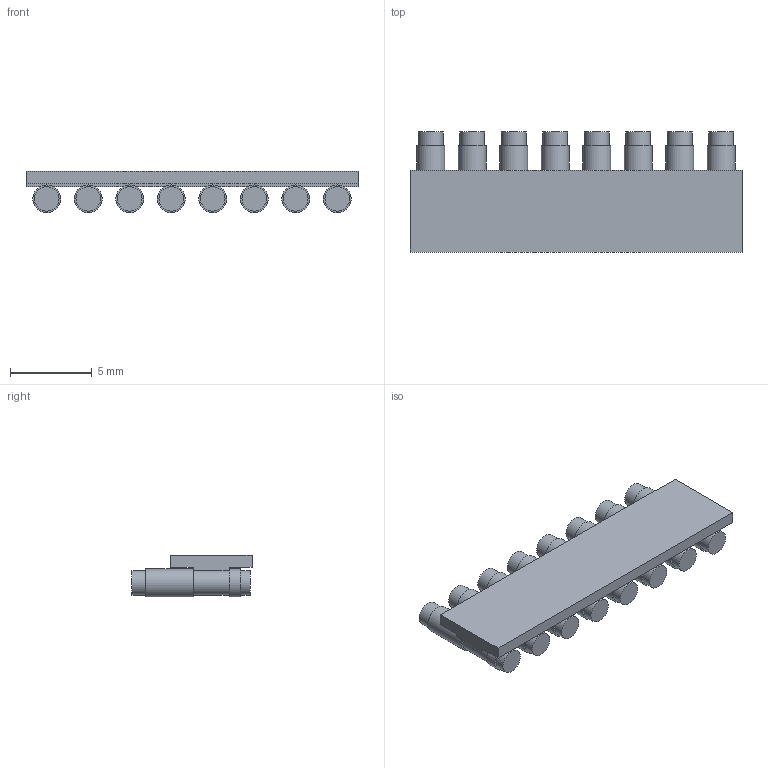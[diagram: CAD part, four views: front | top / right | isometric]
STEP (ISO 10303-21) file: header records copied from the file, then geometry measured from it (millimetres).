
FILE_DESCRIPTION(/* description */ (''),/* implementation_level */ '2;1');
FILE_NAME(/* name */ '8MM-11-008-02-131.step',/* time_stamp */ '2021-01-08T11:06:22+00:00',/* author */ (''),/* organization */ (''),/* preprocessor_version */ 'ST-DEVELOPER v18.1',/* originating_system */ 'Autodesk Translation Framework v9.7.1.1290',/* authorisation */ '');
FILE_SCHEMA (('AUTOMOTIVE_DESIGN { 1 0 10303 214 3 1 1 }'));
Length unit declared in the file: millimetre
Products named in the file (1): 8MM-11-008-02-131
Bounding box: 20.32 x 7.35 x 2.54 mm (x, y, z)
Volume: 201.1 mm3; surface area: 585.5 mm2
Topology: 9 solids, 9 shells, 98 faces, 144 edges, 96 vertices
Faces by surface type: plane 58, cylinder 40
Full cylindrical faces by diameter (mm): 1.5 x24, 1.7 x16
Entity records: 2200 total; most frequent: DIRECTION 422, CARTESIAN_POINT 339, ORIENTED_EDGE 288, AXIS2_PLACEMENT_3D 179, EDGE_CURVE 144, EDGE_LOOP 130, FACE_OUTER_BOUND 98, ADVANCED_FACE 98
